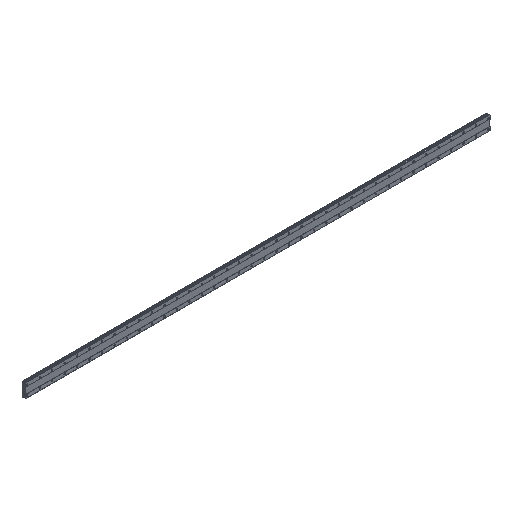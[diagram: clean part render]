
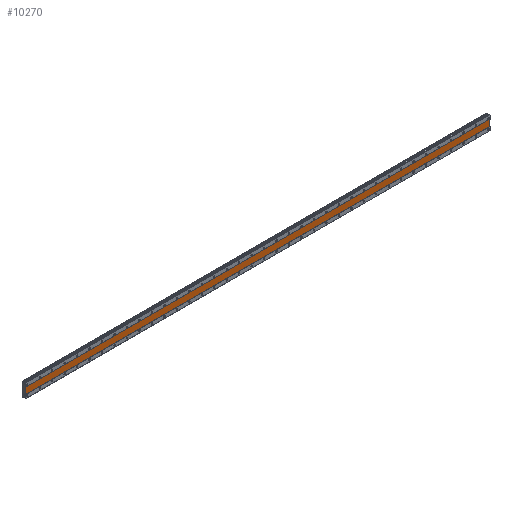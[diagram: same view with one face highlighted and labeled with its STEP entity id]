
A CAD part, isometric view. The second image highlights one B-rep face of the part: STEP entity #10270.
In plain terms, the highlighted planar face has unit normal (0, -1, 0).
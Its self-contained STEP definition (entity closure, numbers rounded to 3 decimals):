
#175 = VERTEX_POINT ( 'NONE', #2272 ) ;
#231 = LINE ( 'NONE', #5035, #12874 ) ;
#759 = EDGE_CURVE ( 'NONE', #12360, #175, #231, .T. ) ;
#822 = CARTESIAN_POINT ( 'NONE',  ( 2970., 1., -20. ) ) ;
#1214 = CARTESIAN_POINT ( 'NONE',  ( 2970., 1., -20. ) ) ;
#1285 = AXIS2_PLACEMENT_3D ( 'NONE', #7053, #7894, #6026 ) ;
#2125 = DIRECTION ( 'NONE',  ( 1., 0., 0. ) ) ;
#2225 = VERTEX_POINT ( 'NONE', #1214 ) ;
#2272 = CARTESIAN_POINT ( 'NONE',  ( 2970., 1., 20. ) ) ;
#2293 = ORIENTED_EDGE ( 'NONE', *, *, #5678, .F. ) ;
#3094 = ORIENTED_EDGE ( 'NONE', *, *, #9417, .F. ) ;
#4334 = CARTESIAN_POINT ( 'NONE',  ( -10., 1., -20. ) ) ;
#4846 = VECTOR ( 'NONE', #12447, 1000. ) ;
#4885 = CARTESIAN_POINT ( 'NONE',  ( -10., 1., 20. ) ) ;
#5035 = CARTESIAN_POINT ( 'NONE',  ( 2970., 1., 20. ) ) ;
#5600 = DIRECTION ( 'NONE',  ( -1., 0., 0. ) ) ;
#5678 = EDGE_CURVE ( 'NONE', #2225, #6874, #9715, .T. ) ;
#6026 = DIRECTION ( 'NONE',  ( 0., 0., 1. ) ) ;
#6139 = VECTOR ( 'NONE', #5600, 1000. ) ;
#6874 = VERTEX_POINT ( 'NONE', #4334 ) ;
#6986 = FACE_OUTER_BOUND ( 'NONE', #12294, .T. ) ;
#7053 = CARTESIAN_POINT ( 'NONE',  ( 2970., 1., 20. ) ) ;
#7894 = DIRECTION ( 'NONE',  ( 0., 1., 0. ) ) ;
#7930 = CARTESIAN_POINT ( 'NONE',  ( -10., 1., 20. ) ) ;
#8754 = ORIENTED_EDGE ( 'NONE', *, *, #759, .F. ) ;
#8937 = VECTOR ( 'NONE', #12193, 1000. ) ;
#9417 = EDGE_CURVE ( 'NONE', #6874, #12360, #11074, .T. ) ;
#9715 = LINE ( 'NONE', #822, #6139 ) ;
#10270 = ADVANCED_FACE ( 'NONE', ( #6986 ), #11911, .F. ) ;
#10397 = CARTESIAN_POINT ( 'NONE',  ( 2970., 1., 20. ) ) ;
#11074 = LINE ( 'NONE', #7930, #8937 ) ;
#11911 = PLANE ( 'NONE',  #1285 ) ;
#12193 = DIRECTION ( 'NONE',  ( 0., 0., 1. ) ) ;
#12294 = EDGE_LOOP ( 'NONE', ( #2293, #12677, #8754, #3094 ) ) ;
#12304 = EDGE_CURVE ( 'NONE', #175, #2225, #12371, .T. ) ;
#12360 = VERTEX_POINT ( 'NONE', #4885 ) ;
#12371 = LINE ( 'NONE', #10397, #4846 ) ;
#12447 = DIRECTION ( 'NONE',  ( 0., 0., -1. ) ) ;
#12677 = ORIENTED_EDGE ( 'NONE', *, *, #12304, .F. ) ;
#12874 = VECTOR ( 'NONE', #2125, 1000. ) ;
